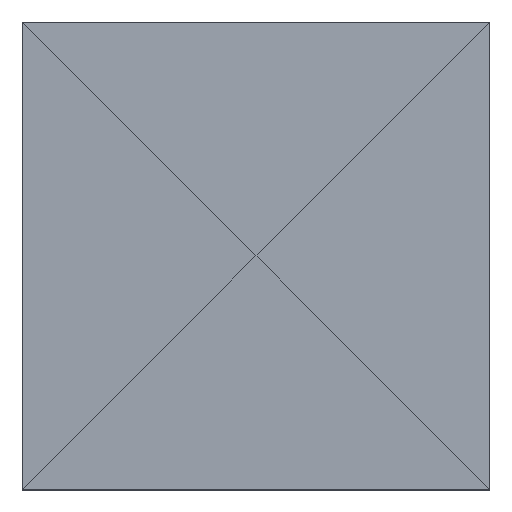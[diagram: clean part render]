
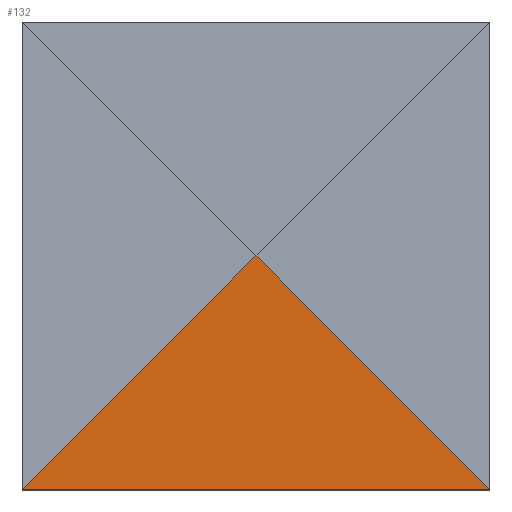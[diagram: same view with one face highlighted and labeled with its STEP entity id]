
A CAD part, top view. The second image highlights one B-rep face of the part: STEP entity #132.
In plain terms, the highlighted planar face has unit normal (0, -0.009, 1).
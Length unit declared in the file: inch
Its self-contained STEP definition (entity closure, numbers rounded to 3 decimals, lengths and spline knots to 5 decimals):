
#16=FACE_OUTER_BOUND('',#25,.T.);
#25=EDGE_LOOP('',(#93,#94,#95));
#36=LINE('',#209,#52);
#37=LINE('',#211,#53);
#38=LINE('',#212,#54);
#52=VECTOR('',#172,0.3937);
#53=VECTOR('',#173,0.3937);
#54=VECTOR('',#174,0.3937);
#65=VERTEX_POINT('',#201);
#68=VERTEX_POINT('',#208);
#69=VERTEX_POINT('',#210);
#77=EDGE_CURVE('',#65,#68,#36,.T.);
#78=EDGE_CURVE('',#69,#65,#37,.T.);
#79=EDGE_CURVE('',#68,#69,#38,.T.);
#93=ORIENTED_EDGE('',*,*,#77,.F.);
#94=ORIENTED_EDGE('',*,*,#78,.F.);
#95=ORIENTED_EDGE('',*,*,#79,.F.);
#123=PLANE('',#155);
#132=ADVANCED_FACE('',(#16),#123,.F.);
#155=AXIS2_PLACEMENT_3D('',#207,#170,#171);
#170=DIRECTION('center_axis',(0.,0.009,
-1.));
#171=DIRECTION('ref_axis',(0.,1.,0.009));
#172=DIRECTION('',(0.707,-0.707,-0.006));
#173=DIRECTION('',(0.707,0.707,0.006));
#174=DIRECTION('',(-1.,0.,0.));
#201=CARTESIAN_POINT('',(7.7633,1732.24926,-16.21652));
#207=CARTESIAN_POINT('Origin',(-6.2367,1718.24926,-16.34152));
#208=CARTESIAN_POINT('',(21.7633,1718.24926,-16.34152));
#209=CARTESIAN_POINT('',(4.26372,1735.74884,-16.18528));
#210=CARTESIAN_POINT('',(-6.2367,1718.24926,-16.34152));
#211=CARTESIAN_POINT('',(0.76302,1725.24898,-16.27903));
#212=CARTESIAN_POINT('',(-6.2367,1718.24926,-16.34152));
